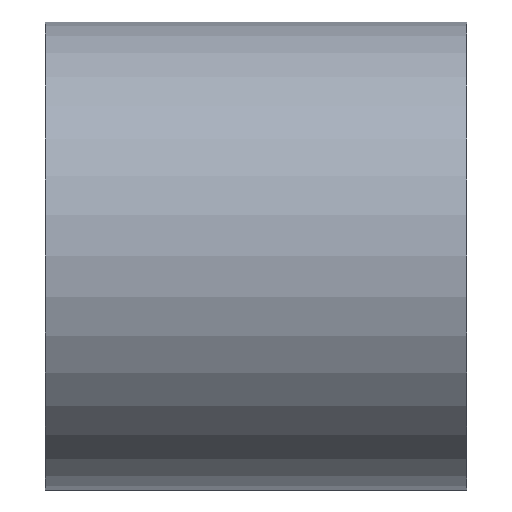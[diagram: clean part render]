
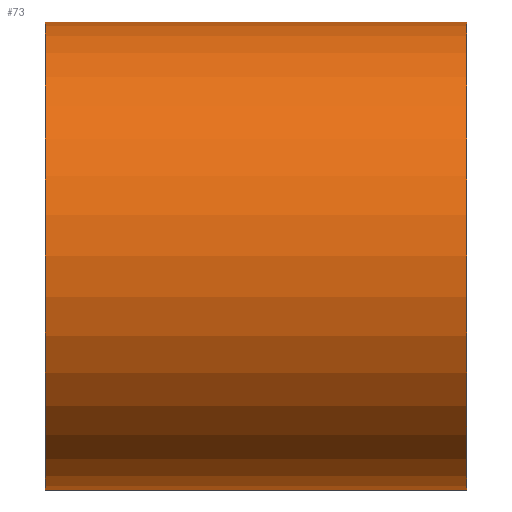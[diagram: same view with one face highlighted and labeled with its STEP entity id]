
A CAD part, front view. The second image highlights one B-rep face of the part: STEP entity #73.
In plain terms, the highlighted cylindrical face has radius 21.49 mm (diameter 42.98 mm), a partial arc.
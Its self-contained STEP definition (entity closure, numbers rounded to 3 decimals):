
#16=CARTESIAN_POINT('',(0.0,0.0,-21.49));
#17=VERTEX_POINT('',#16);
#18=CARTESIAN_POINT('',(0.0,0.0,21.49));
#19=VERTEX_POINT('',#18);
#20=CARTESIAN_POINT('',(0.0,0.0,0.0));
#21=DIRECTION('',(-1.0,0.0,0.0));
#22=DIRECTION('',(0.0,0.0,1.0));
#23=AXIS2_PLACEMENT_3D('',#20,#21,#22);
#24=CIRCLE('',#23,21.49);
#25=EDGE_CURVE('n� 80',#17,#19,#24,.T.);
#42=CARTESIAN_POINT('',(-38.737,0.0,-21.49));
#43=VERTEX_POINT('',#42);
#44=CARTESIAN_POINT('',(0.0,0.0,-21.49));
#45=DIRECTION('',(-1.0,0.0,0.0));
#46=VECTOR('',#45,1.0);
#47=LINE('',#44,#46);
#48=EDGE_CURVE('n� 94',#17,#43,#47,.T.);
#49=ORIENTED_EDGE('',*,*,#48,.F.);
#50=ORIENTED_EDGE('',*,*,#25,.T.);
#51=CARTESIAN_POINT('',(-38.737,0.0,21.49));
#52=VERTEX_POINT('',#51);
#53=CARTESIAN_POINT('',(0.0,0.0,21.49));
#54=DIRECTION('',(-1.0,0.0,0.0));
#55=VECTOR('',#54,1.0);
#56=LINE('',#53,#55);
#57=EDGE_CURVE('n� 102',#19,#52,#56,.T.);
#58=ORIENTED_EDGE('',*,*,#57,.T.);
#59=CARTESIAN_POINT('',(-38.737,0.0,0.0));
#60=DIRECTION('',(-1.0,0.0,0.0));
#61=DIRECTION('',(0.0,0.0,1.0));
#62=AXIS2_PLACEMENT_3D('',#59,#60,#61);
#63=CIRCLE('',#62,21.49);
#64=EDGE_CURVE('n� 106',#43,#52,#63,.T.);
#65=ORIENTED_EDGE('',*,*,#64,.F.);
#66=EDGE_LOOP('',(#49,#50,#58,#65));
#67=FACE_OUTER_BOUND('',#66,.T.);
#68=CARTESIAN_POINT('',(-38.737,0.0,0.0));
#69=DIRECTION('',(-1.0,0.0,0.0));
#70=DIRECTION('',(0.0,1.0,0.0));
#71=AXIS2_PLACEMENT_3D('',#68,#69,#70);
#72=CYLINDRICAL_SURFACE('',#71,21.49);
#73=ADVANCED_FACE('n� 87',(#67),#72,.T.);
